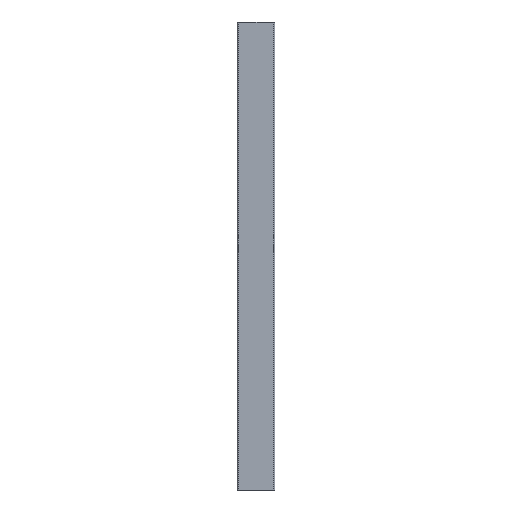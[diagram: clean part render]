
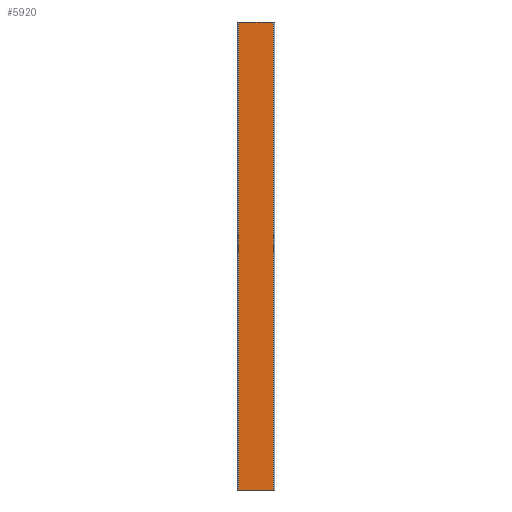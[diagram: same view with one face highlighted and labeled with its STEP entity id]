
A CAD part, front view. The second image highlights one B-rep face of the part: STEP entity #5920.
In plain terms, the highlighted planar face has unit normal (0, -1, 0).
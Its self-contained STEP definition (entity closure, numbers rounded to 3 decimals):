
#352=FACE_OUTER_BOUND('',#649,.T.);
#649=EDGE_LOOP('',(#4931,#4932,#4933,#4934));
#1256=LINE('',#9005,#2052);
#1405=LINE('',#9310,#2201);
#1406=LINE('',#9313,#2202);
#1407=LINE('',#9314,#2203);
#2052=VECTOR('',#7342,10.);
#2201=VECTOR('',#7599,10.);
#2202=VECTOR('',#7602,10.);
#2203=VECTOR('',#7603,10.);
#2718=VERTEX_POINT('',#9002);
#2719=VERTEX_POINT('',#9004);
#2821=VERTEX_POINT('',#9308);
#2822=VERTEX_POINT('',#9312);
#3466=EDGE_CURVE('',#2718,#2719,#1256,.T.);
#3619=EDGE_CURVE('',#2718,#2821,#1405,.T.);
#3620=EDGE_CURVE('',#2822,#2821,#1406,.T.);
#3621=EDGE_CURVE('',#2719,#2822,#1407,.T.);
#4931=ORIENTED_EDGE('',*,*,#3619,.T.);
#4932=ORIENTED_EDGE('',*,*,#3620,.F.);
#4933=ORIENTED_EDGE('',*,*,#3621,.F.);
#4934=ORIENTED_EDGE('',*,*,#3466,.F.);
#5636=PLANE('',#6280);
#5920=ADVANCED_FACE('',(#352),#5636,.T.);
#6280=AXIS2_PLACEMENT_3D('',#9311,#7600,#7601);
#7342=DIRECTION('',(-1.,0.,0.));
#7599=DIRECTION('',(0.,0.,1.));
#7600=DIRECTION('center_axis',(0.,-1.,0.));
#7601=DIRECTION('ref_axis',(1.,0.,0.));
#7602=DIRECTION('',(1.,0.,0.));
#7603=DIRECTION('',(0.,0.,1.));
#9002=CARTESIAN_POINT('',(37.,-40.,-500.));
#9004=CARTESIAN_POINT('',(-37.,-40.,-500.));
#9005=CARTESIAN_POINT('',(-37.,-40.,-500.));
#9308=CARTESIAN_POINT('',(37.,-40.,500.));
#9310=CARTESIAN_POINT('',(37.,-40.,0.));
#9311=CARTESIAN_POINT('Origin',(-37.,-40.,0.));
#9312=CARTESIAN_POINT('',(-37.,-40.,500.));
#9313=CARTESIAN_POINT('',(-37.,-40.,500.));
#9314=CARTESIAN_POINT('',(-37.,-40.,0.));
